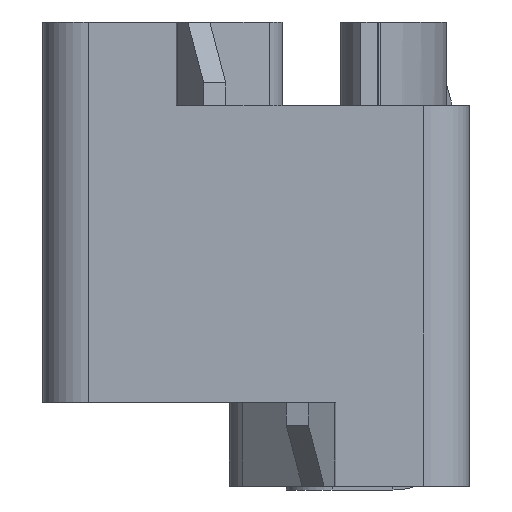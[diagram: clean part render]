
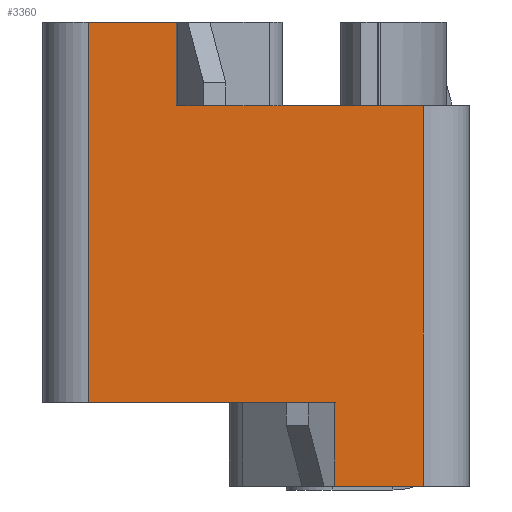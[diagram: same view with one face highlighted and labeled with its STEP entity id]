
A CAD part, front view. The second image highlights one B-rep face of the part: STEP entity #3360.
In plain terms, the highlighted planar face has unit normal (0, -1, 0).
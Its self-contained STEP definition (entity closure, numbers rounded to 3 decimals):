
#102 = VERTEX_POINT ( 'NONE', #744 ) ;
#124 = VERTEX_POINT ( 'NONE', #765 ) ;
#125 = VERTEX_POINT ( 'NONE', #766 ) ;
#126 = VERTEX_POINT ( 'NONE', #767 ) ;
#127 = VERTEX_POINT ( 'NONE', #768 ) ;
#128 = VERTEX_POINT ( 'NONE', #761 ) ;
#130 = VERTEX_POINT ( 'NONE', #770 ) ;
#133 = VERTEX_POINT ( 'NONE', #773 ) ;
#143 = ORIENTED_EDGE ( 'NONE', *, *, #3012, .F. ) ;
#144 = ORIENTED_EDGE ( 'NONE', *, *, #3011, .F. ) ;
#145 = ORIENTED_EDGE ( 'NONE', *, *, #3010, .T. ) ;
#146 = ORIENTED_EDGE ( 'NONE', *, *, #3009, .F. ) ;
#147 = ORIENTED_EDGE ( 'NONE', *, *, #3008, .F. ) ;
#148 = ORIENTED_EDGE ( 'NONE', *, *, #3007, .T. ) ;
#150 = ORIENTED_EDGE ( 'NONE', *, *, #3006, .F. ) ;
#151 = ORIENTED_EDGE ( 'NONE', *, *, #3005, .F. ) ;
#248 = EDGE_LOOP ( 'NONE', ( #151, #150, #148, #147, #146, #145, #144, #143 ) ) ;
#744 = CARTESIAN_POINT ( 'NONE',  ( 0.25, 0., -1.951 ) ) ;
#761 = CARTESIAN_POINT ( 'NONE',  ( 2.2, 0., 1.95 ) ) ;
#765 = CARTESIAN_POINT ( 'NONE',  ( -0.25, 0., 3.05 ) ) ;
#766 = CARTESIAN_POINT ( 'NONE',  ( -0.25, 0., 1.95 ) ) ;
#767 = CARTESIAN_POINT ( 'NONE',  ( -2.2, 0., 3.05 ) ) ;
#768 = CARTESIAN_POINT ( 'NONE',  ( 0.25, 0., -3.05 ) ) ;
#770 = CARTESIAN_POINT ( 'NONE',  ( -2.2, 0., -1.95 ) ) ;
#773 = CARTESIAN_POINT ( 'NONE',  ( 2.2, 0., -3.05 ) ) ;
#1686 = LINE ( 'NONE', #2176, #1696 ) ;
#1688 = LINE ( 'NONE', #2174, #1690 ) ;
#1689 = LINE ( 'NONE', #2180, #1692 ) ;
#1690 = VECTOR ( 'NONE', #2170, 1000. ) ;
#1691 = LINE ( 'NONE', #2182, #1694 ) ;
#1692 = VECTOR ( 'NONE', #2181, 1000. ) ;
#1694 = VECTOR ( 'NONE', #2184, 1000. ) ;
#1695 = LINE ( 'NONE', #2186, #1698 ) ;
#1696 = VECTOR ( 'NONE', #2185, 1000. ) ;
#1697 = LINE ( 'NONE', #2188, #1700 ) ;
#1698 = VECTOR ( 'NONE', #2187, 1000. ) ;
#1699 = LINE ( 'NONE', #2190, #1702 ) ;
#1700 = VECTOR ( 'NONE', #2189, 1000. ) ;
#1701 = LINE ( 'NONE', #2192, #1704 ) ;
#1702 = VECTOR ( 'NONE', #2191, 1000. ) ;
#1704 = VECTOR ( 'NONE', #2193, 1000. ) ;
#1822 = PLANE ( 'NONE',  #2080 ) ;
#1823 = CARTESIAN_POINT ( 'NONE',  ( 2.2, 0., 3.05 ) ) ;
#1828 = DIRECTION ( 'NONE',  ( 0., 1., 0. ) ) ;
#1829 = DIRECTION ( 'NONE',  ( 0., 0., 1. ) ) ;
#2080 = AXIS2_PLACEMENT_3D ( 'NONE', #1823, #1828, #1829 ) ;
#2170 = DIRECTION ( 'NONE',  ( 0., 0., -1. ) ) ;
#2174 = CARTESIAN_POINT ( 'NONE',  ( -0.25, 0., 3.05 ) ) ;
#2176 = CARTESIAN_POINT ( 'NONE',  ( -3.55, 0., -1.95 ) ) ;
#2180 = CARTESIAN_POINT ( 'NONE',  ( 2.2, 0., 3.05 ) ) ;
#2181 = DIRECTION ( 'NONE',  ( 1., 0., 0. ) ) ;
#2182 = CARTESIAN_POINT ( 'NONE',  ( -2.2, 0., 3.05 ) ) ;
#2184 = DIRECTION ( 'NONE',  ( 0., 0., -1. ) ) ;
#2185 = DIRECTION ( 'NONE',  ( -1., 0., 0. ) ) ;
#2186 = CARTESIAN_POINT ( 'NONE',  ( 0.25, 0., -1.95 ) ) ;
#2187 = DIRECTION ( 'NONE',  ( 0., 0., 1. ) ) ;
#2188 = CARTESIAN_POINT ( 'NONE',  ( 2.2, 0., -3.05 ) ) ;
#2189 = DIRECTION ( 'NONE',  ( 1., 0., 0. ) ) ;
#2190 = CARTESIAN_POINT ( 'NONE',  ( 2.2, 0., 3.05 ) ) ;
#2191 = DIRECTION ( 'NONE',  ( 0., 0., -1. ) ) ;
#2192 = CARTESIAN_POINT ( 'NONE',  ( 3.55, 0., 1.95 ) ) ;
#2193 = DIRECTION ( 'NONE',  ( 1., 0., 0. ) ) ;
#2941 = FACE_OUTER_BOUND ( 'NONE', #248, .T. ) ;
#3005 = EDGE_CURVE ( 'NONE', #124, #125, #1688, .T. ) ;
#3006 = EDGE_CURVE ( 'NONE', #126, #124, #1689, .T. ) ;
#3007 = EDGE_CURVE ( 'NONE', #126, #130, #1691, .T. ) ;
#3008 = EDGE_CURVE ( 'NONE', #102, #130, #1686, .T. ) ;
#3009 = EDGE_CURVE ( 'NONE', #127, #102, #1695, .T. ) ;
#3010 = EDGE_CURVE ( 'NONE', #127, #133, #1697, .T. ) ;
#3011 = EDGE_CURVE ( 'NONE', #128, #133, #1699, .T. ) ;
#3012 = EDGE_CURVE ( 'NONE', #125, #128, #1701, .T. ) ;
#3360 = ADVANCED_FACE ( 'NONE', ( #2941 ), #1822, .F. ) ;
